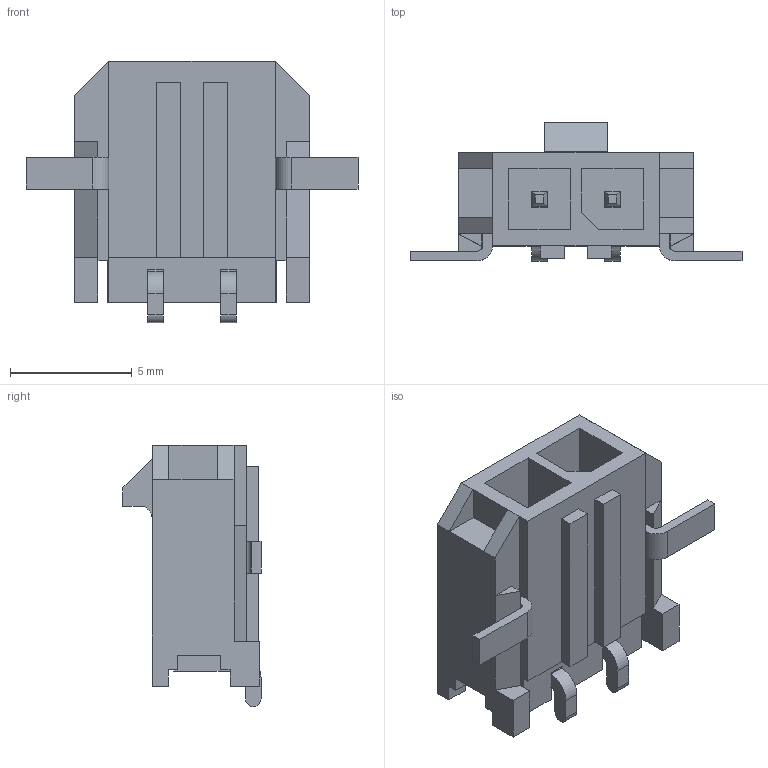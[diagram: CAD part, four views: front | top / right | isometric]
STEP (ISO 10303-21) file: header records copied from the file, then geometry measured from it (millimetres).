
FILE_DESCRIPTION (( 'STEP AP214' ), '1' );
FILE_NAME ('User Library-436500212-1.STEP', '2019-05-24T21:31:44', ( '' ), ( '' ), 'SwSTEP 2.0', 'SolidWorks 2019', '' );
FILE_SCHEMA (( 'AUTOMOTIVE_DESIGN' ));
Length unit declared in the file: millimetre
Products named in the file (1): User Library-436500212-1
Bounding box: 13.65 x 5.67 x 10.74 mm (x, y, z)
Volume: 256.3 mm3; surface area: 610 mm2
Topology: 2 solids, 2 shells, 194 faces, 535 edges, 342 vertices
Faces by surface type: plane 181, cylinder 13
Entity records: 6718 total; most frequent: CARTESIAN_POINT 1072, ORIENTED_EDGE 1070, DIRECTION 959, EDGE_CURVE 535, VECTOR 501, LINE 501, VERTEX_POINT 342, AXIS2_PLACEMENT_3D 229
